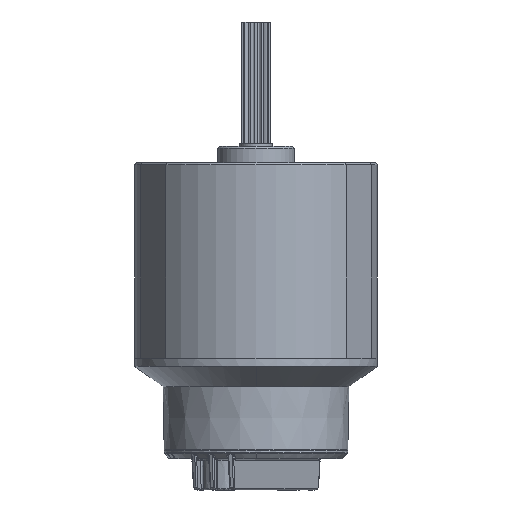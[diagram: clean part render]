
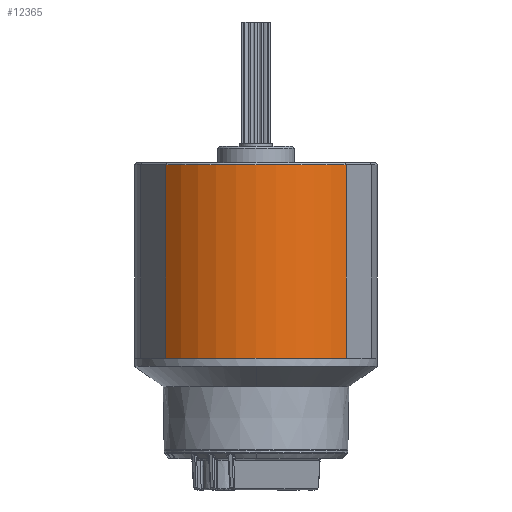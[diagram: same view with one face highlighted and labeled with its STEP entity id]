
A CAD part, front view. The second image highlights one B-rep face of the part: STEP entity #12365.
In plain terms, the highlighted cylindrical face has radius 30 mm (diameter 60 mm), a partial arc.
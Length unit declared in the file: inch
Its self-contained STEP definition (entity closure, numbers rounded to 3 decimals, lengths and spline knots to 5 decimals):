
#258 = CARTESIAN_POINT ( 'NONE',  ( -0.87739, -0.79069, 0.87402 ) ) ;
#952 = ORIENTED_EDGE ( 'NONE', *, *, #17115, .T. ) ;
#1969 = FACE_OUTER_BOUND ( 'NONE', #12004, .T. ) ;
#2690 = VERTEX_POINT ( 'NONE', #5330 ) ;
#3018 = LINE ( 'NONE', #9310, #15399 ) ;
#3157 = CARTESIAN_POINT ( 'NONE',  ( 0., 0., 1.0115 ) ) ;
#3368 = DIRECTION ( 'NONE',  ( 0., 0., -1. ) ) ;
#3623 = LINE ( 'NONE', #258, #17064 ) ;
#5330 = CARTESIAN_POINT ( 'NONE',  ( 0.87739, -0.79069, 1.0115 ) ) ;
#5446 = DIRECTION ( 'NONE',  ( 0., 0., -1. ) ) ;
#6257 = DIRECTION ( 'NONE',  ( 0., 0., -1. ) ) ;
#7676 = CARTESIAN_POINT ( 'NONE',  ( 0., 0., -0.87402 ) ) ;
#7825 = VERTEX_POINT ( 'NONE', #21200 ) ;
#7991 = CARTESIAN_POINT ( 'NONE',  ( 0., 0., 0.87402 ) ) ;
#8424 = CIRCLE ( 'NONE', #8609, 1.1811 ) ;
#8609 = AXIS2_PLACEMENT_3D ( 'NONE', #3157, #3368, #11546 ) ;
#8815 = VERTEX_POINT ( 'NONE', #20665 ) ;
#9310 = CARTESIAN_POINT ( 'NONE',  ( 0.87739, -0.79069, 0.87402 ) ) ;
#9540 = EDGE_CURVE ( 'NONE', #8815, #7825, #3623, .T. ) ;
#9638 = DIRECTION ( 'NONE',  ( 1., 0., 0. ) ) ;
#9853 = CARTESIAN_POINT ( 'NONE',  ( 0.87739, -0.79069, -0.87402 ) ) ;
#10481 = CIRCLE ( 'NONE', #18934, 1.1811 ) ;
#11309 = DIRECTION ( 'NONE',  ( -1., 0., 0. ) ) ;
#11546 = DIRECTION ( 'NONE',  ( 1., 0., 0. ) ) ;
#12004 = EDGE_LOOP ( 'NONE', ( #15302, #18261, #20150, #952 ) ) ;
#12251 = EDGE_CURVE ( 'NONE', #2690, #17803, #3018, .T. ) ;
#12365 = ADVANCED_FACE ( 'NONE', ( #1969 ), #13812, .T. ) ;
#13761 = AXIS2_PLACEMENT_3D ( 'NONE', #7991, #6257, #11309 ) ;
#13812 = CYLINDRICAL_SURFACE ( 'NONE', #13761, 1.1811 ) ;
#14081 = DIRECTION ( 'NONE',  ( 0., 0., -1. ) ) ;
#15302 = ORIENTED_EDGE ( 'NONE', *, *, #12251, .F. ) ;
#15399 = VECTOR ( 'NONE', #14081, 39.37008 ) ;
#17064 = VECTOR ( 'NONE', #5446, 39.37008 ) ;
#17115 = EDGE_CURVE ( 'NONE', #7825, #17803, #10481, .T. ) ;
#17478 = EDGE_CURVE ( 'NONE', #2690, #8815, #8424, .T. ) ;
#17803 = VERTEX_POINT ( 'NONE', #9853 ) ;
#18261 = ORIENTED_EDGE ( 'NONE', *, *, #17478, .T. ) ;
#18934 = AXIS2_PLACEMENT_3D ( 'NONE', #7676, #19224, #9638 ) ;
#19224 = DIRECTION ( 'NONE',  ( 0., 0., 1. ) ) ;
#20150 = ORIENTED_EDGE ( 'NONE', *, *, #9540, .T. ) ;
#20665 = CARTESIAN_POINT ( 'NONE',  ( -0.87739, -0.79069, 1.0115 ) ) ;
#21200 = CARTESIAN_POINT ( 'NONE',  ( -0.87739, -0.79069, -0.87402 ) ) ;
